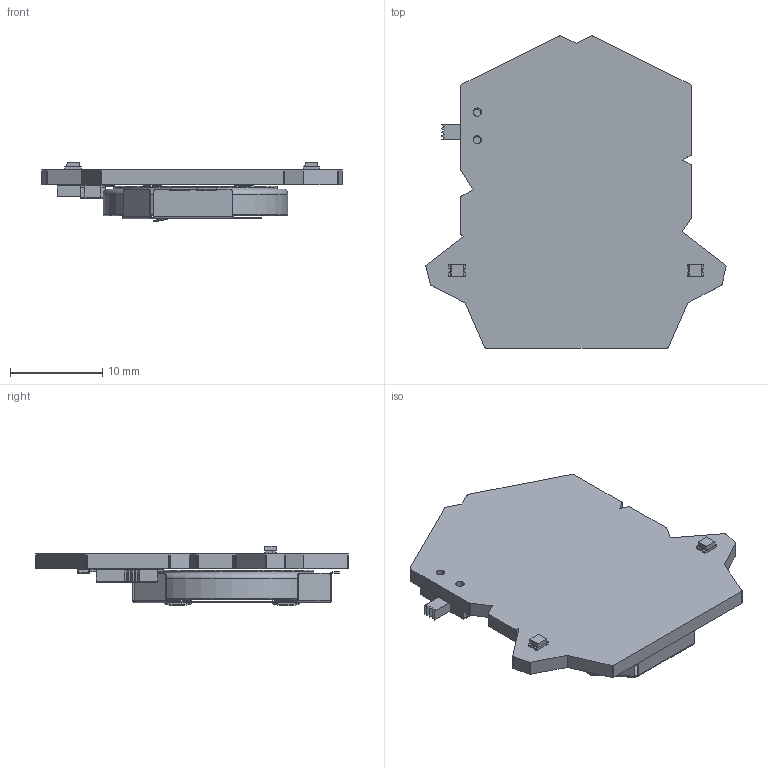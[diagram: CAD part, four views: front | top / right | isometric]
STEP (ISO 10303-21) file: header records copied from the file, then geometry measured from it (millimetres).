
FILE_DESCRIPTION(('KiCad electronic assembly'),'2;1');
FILE_NAME('5thpcbway.step','2019-04-24T00:05:30',('An Author'),( 'A Company'),'Open CASCADE STEP processor 6.9', 'KiCad to STEP converter','Unknown');
FILE_SCHEMA(('AUTOMOTIVE_DESIGN { 1 0 10303 214 1 1 1 1 }'));
Length unit declared in the file: millimetre
Products named in the file (10): Open CASCADE STEP translator 6.9 1; CR2032_closed_battery_BH; COMPOUND; Selector_Switch_-_MSK1103; SOLID; BL-LS0805UWC; RESC0805_v1
Assembly tree (11 placements, depth 3):
  Open CASCADE STEP translator 6.9 1
    CR2032_closed_battery_BH
      COMPOUND
    Selector_Switch_-_MSK1103
      SOLID
    BL-LS0805UWC  x2
      COMPOUND
    RESC0805_v1  x2
      COMPOUND
    COMPOUND
Bounding box: 32.51 x 33.82 x 6.47 mm (x, y, z)
Volume: 2343.8 mm3; surface area: 3477.3 mm2
Topology: 18 solids, 38 shells, 810 faces, 2003 edges, 1276 vertices
Faces by surface type: plane 624, cylinder 113, bspline 45, sphere 24, torus 4
Full cylindrical faces by diameter (mm): 0.838 x2, 0.9 x2, 17.7 x1, 20 x1
Entity records: 52912 total; most frequent: CARTESIAN_POINT 17419, DIRECTION 5584, LINE 3852, VECTOR 3852, ORIENTED_EDGE 3480, PCURVE 3480, DEFINITIONAL_REPRESENTATION 3480, EDGE_CURVE 1740
